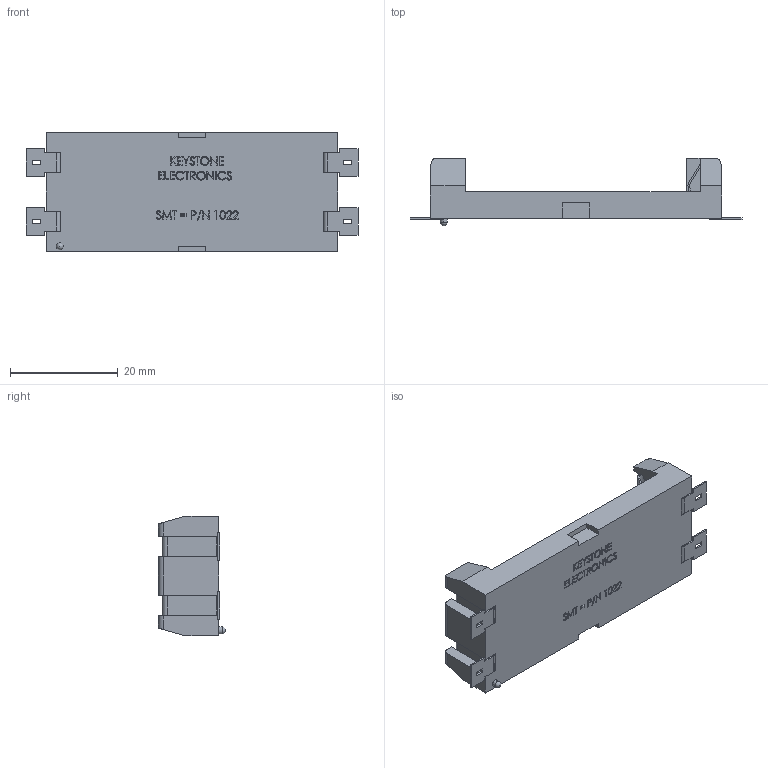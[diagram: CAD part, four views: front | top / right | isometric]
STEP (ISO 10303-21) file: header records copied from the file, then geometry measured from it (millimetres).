
FILE_DESCRIPTION (( 'STEP AP214' ), '1' );
FILE_NAME ('1022.STEP', '2013-03-27T15:55:50', ( 'Richard Maletta' ), ( '' ), 'SwSTEP 2.0', 'SolidWorks 2009', '' );
FILE_SCHEMA (( 'AUTOMOTIVE_DESIGN' ));
Length unit declared in the file: millimetre
Products named in the file (1): 1022
Bounding box: 61.49 x 12.45 x 22.23 mm (x, y, z)
Surface area: 5513.4 mm2 (no closed solid volume)
Topology: 0 solids, 5 shells, 569 faces, 1905 edges, 1303 vertices
Faces by surface type: plane 434, bspline 100, cylinder 34, sphere 1
Entity records: 32608 total; most frequent: CARTESIAN_POINT 10705, ORIENTED_EDGE 3292, DIRECTION 2692, EDGE_CURVE 1902, LINE 1600, VECTOR 1600, VERTEX_POINT 1301, EDGE_LOOP 622
